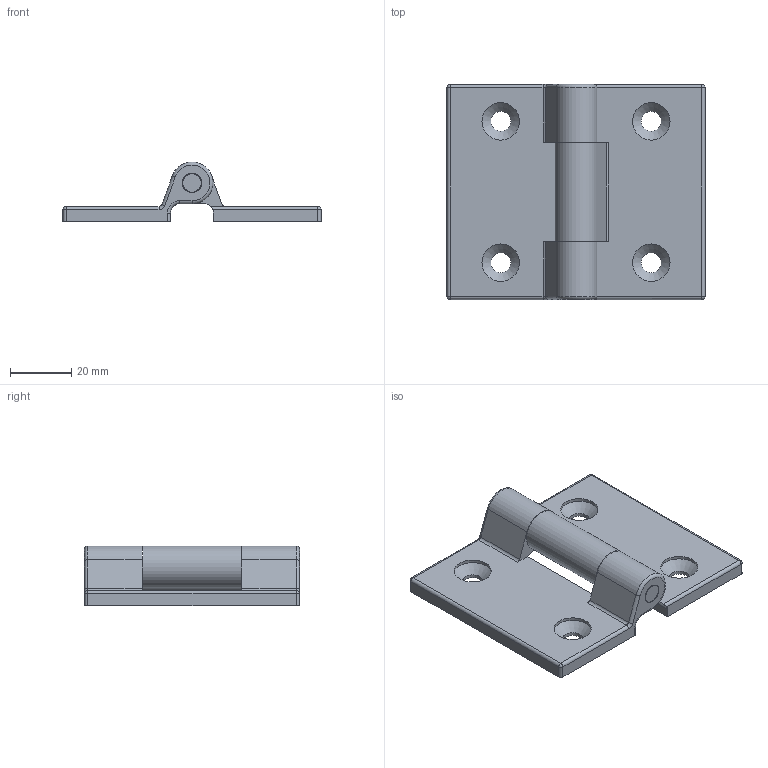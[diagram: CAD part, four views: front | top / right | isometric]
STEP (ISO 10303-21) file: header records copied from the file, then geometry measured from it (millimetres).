
FILE_DESCRIPTION (( 'STEP AP203' ), '1' );
FILE_NAME ('56520-V4A-00.step', '2021-08-02T08:21:40', ( '' ), ( '' ), 'SwSTEP 2.0', 'SolidWorks 2018', '' );
FILE_SCHEMA (( 'CONFIG_CONTROL_DESIGN' ));
Length unit declared in the file: millimetre
Products named in the file (7): 5652X-V4A-XX Teil1_56520-V4A-00 Teil1; 5652X-V4A-XX Teil1_56520-V4A-00 Teil2; 5652X-V4A-XX Teil1; 5652X-V4A-XX Teil1_56520-V4A-XX Teil3; 56520-V4A-00
Assembly tree (3 placements, depth 2):
  5652X-V4A-XX Teil1
  56520-V4A-00
    5652X-V4A-XX Teil1_56520-V4A-XX Teil3
    5652X-V4A-XX Teil1_56520-V4A-00 Teil1
    5652X-V4A-XX Teil1_56520-V4A-00 Teil2
  5652X-V4A-XX Teil1
  5652X-V4A-XX Teil1
Bounding box: 84 x 70 x 19.5 mm (x, y, z)
Volume: 27766.7 mm3; surface area: 20995.4 mm2
Topology: 3 solids, 3 shells, 752 faces, 1930 edges, 1220 vertices
Faces by surface type: plane 472, cylinder 140, bspline 126, torus 6, sphere 4, cone 4
Full cylindrical faces by diameter (mm): 6 x1, 6.2 x3, 6.5 x4, 12.2 x4
Entity records: 29686 total; most frequent: CARTESIAN_POINT 11479, ORIENTED_EDGE 3818, DIRECTION 3288, EDGE_CURVE 1909, LINE 1288, VECTOR 1288, VERTEX_POINT 1219, AXIS2_PLACEMENT_3D 1000
